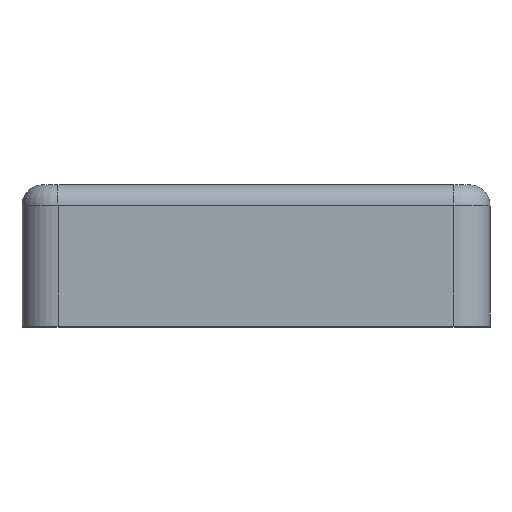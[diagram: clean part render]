
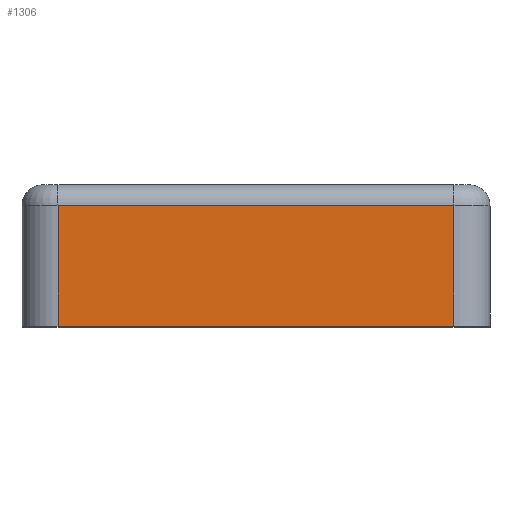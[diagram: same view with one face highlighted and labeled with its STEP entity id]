
A CAD part, top view. The second image highlights one B-rep face of the part: STEP entity #1306.
In plain terms, the highlighted planar face has unit normal (0, 0, 1).
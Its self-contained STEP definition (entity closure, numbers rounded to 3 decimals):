
#9 = PLANE ( 'NONE',  #2227 ) ;
#33 = ORIENTED_EDGE ( 'NONE', *, *, #428, .T. ) ;
#79 = VECTOR ( 'NONE', #1626, 1000. ) ;
#83 = EDGE_LOOP ( 'NONE', ( #2208, #2260, #2088, #33 ) ) ;
#113 = CARTESIAN_POINT ( 'NONE',  ( -7.7, -0.8, 10.35 ) ) ;
#135 = VERTEX_POINT ( 'NONE', #1731 ) ;
#273 = DIRECTION ( 'NONE',  ( 0., -1., 0. ) ) ;
#428 = EDGE_CURVE ( 'NONE', #2094, #749, #2479, .T. ) ;
#675 = EDGE_CURVE ( 'NONE', #2094, #1620, #1186, .T. ) ;
#749 = VERTEX_POINT ( 'NONE', #1237 ) ;
#857 = VECTOR ( 'NONE', #2515, 1000. ) ;
#928 = CARTESIAN_POINT ( 'NONE',  ( -7.7, 0., 10.35 ) ) ;
#1186 = LINE ( 'NONE', #2199, #79 ) ;
#1197 = VECTOR ( 'NONE', #2120, 1000. ) ;
#1237 = CARTESIAN_POINT ( 'NONE',  ( -7.7, -5.5, 10.35 ) ) ;
#1306 = ADVANCED_FACE ( 'NONE', ( #2530 ), #9, .T. ) ;
#1325 = EDGE_CURVE ( 'NONE', #749, #135, #2501, .T. ) ;
#1330 = CARTESIAN_POINT ( 'NONE',  ( -7.7, -5.5, 10.35 ) ) ;
#1570 = VECTOR ( 'NONE', #273, 1000. ) ;
#1620 = VERTEX_POINT ( 'NONE', #1701 ) ;
#1626 = DIRECTION ( 'NONE',  ( 1., 0., 0. ) ) ;
#1682 = CARTESIAN_POINT ( 'NONE',  ( 7.7, 0., 10.35 ) ) ;
#1701 = CARTESIAN_POINT ( 'NONE',  ( 7.7, -0.8, 10.35 ) ) ;
#1731 = CARTESIAN_POINT ( 'NONE',  ( 7.7, -5.5, 10.35 ) ) ;
#1934 = DIRECTION ( 'NONE',  ( 0., 0., 1. ) ) ;
#1963 = DIRECTION ( 'NONE',  ( 1., 0., 0. ) ) ;
#2022 = EDGE_CURVE ( 'NONE', #1620, #135, #2043, .T. ) ;
#2043 = LINE ( 'NONE', #1682, #1570 ) ;
#2088 = ORIENTED_EDGE ( 'NONE', *, *, #675, .F. ) ;
#2094 = VERTEX_POINT ( 'NONE', #113 ) ;
#2120 = DIRECTION ( 'NONE',  ( 1., 0., 0. ) ) ;
#2199 = CARTESIAN_POINT ( 'NONE',  ( -7.7, -0.8, 10.35 ) ) ;
#2208 = ORIENTED_EDGE ( 'NONE', *, *, #1325, .T. ) ;
#2227 = AXIS2_PLACEMENT_3D ( 'NONE', #928, #1934, #1963 ) ;
#2260 = ORIENTED_EDGE ( 'NONE', *, *, #2022, .F. ) ;
#2479 = LINE ( 'NONE', #2489, #857 ) ;
#2489 = CARTESIAN_POINT ( 'NONE',  ( -7.7, 0., 10.35 ) ) ;
#2501 = LINE ( 'NONE', #1330, #1197 ) ;
#2515 = DIRECTION ( 'NONE',  ( 0., -1., 0. ) ) ;
#2530 = FACE_OUTER_BOUND ( 'NONE', #83, .T. ) ;
